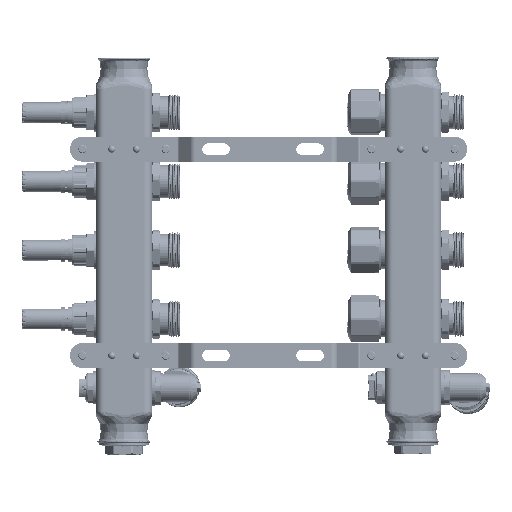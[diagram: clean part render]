
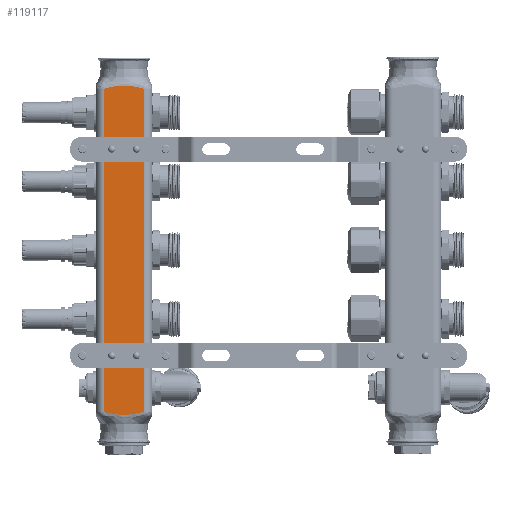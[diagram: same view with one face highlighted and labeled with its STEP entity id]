
A CAD part, front view. The second image highlights one B-rep face of the part: STEP entity #119117.
In plain terms, the highlighted face is planar.
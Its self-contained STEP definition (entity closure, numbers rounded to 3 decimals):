
#2709 = CARTESIAN_POINT ( 'NONE',  ( 19.5, 8.511, -257.742 ) ) ;
#3986 = B_SPLINE_CURVE_WITH_KNOTS ( 'NONE', 3,
 ( #4684, #69586, #23314, #87000, #13972, #88589, #14362, #105514, #78864, #59987, #69985, #97443, #41072, #42271, #23725, #14765, #13579, #50377, #68799, #106703, #78061, #88185, #32975, #69189, #51548, #115944, #60775, #114747, #59586, #79269 ),
 .UNSPECIFIED., .F., .F.,
 ( 4, 2, 2, 2, 2, 2, 2, 2, 2, 2, 2, 2, 2, 2, 4 ),
 ( 0., 0.002, 0.003, 0.004, 0.007, 0.009, 0.011, 0.015, 0.018, 0.02, 0.022, 0.026, 0.027, 0.028, 0.029 ),
 .UNSPECIFIED. ) ;
#4684 = CARTESIAN_POINT ( 'NONE',  ( 19.5, 14.5, -21.574 ) ) ;
#5338 = CARTESIAN_POINT ( 'NONE',  ( 19.5, 14.5, -139. ) ) ;
#5383 = EDGE_CURVE ( 'NONE', #111677, #75174, #56569, .T. ) ;
#7744 = B_SPLINE_CURVE_WITH_KNOTS ( 'NONE', 3,
 ( #22157, #39532, #76924, #31811, #21756, #68439, #85458, #30228, #2709, #48424, #103961, #113230, #58048, #67275, #12027, #76522, #86248, #21362, #31032, #30640, #95515, #95107, #12827, #39934, #49619, #40306, #104751, #113996, #58834, #31414 ),
 .UNSPECIFIED., .F., .F.,
 ( 4, 2, 2, 2, 2, 2, 2, 2, 2, 2, 2, 2, 2, 2, 4 ),
 ( 0., 0.002, 0.003, 0.004, 0.007, 0.009, 0.011, 0.015, 0.018, 0.02, 0.022, 0.026, 0.027, 0.028, 0.029 ),
 .UNSPECIFIED. ) ;
#9755 = AXIS2_PLACEMENT_3D ( 'NONE', #66992, #48937, #114495 ) ;
#12027 = CARTESIAN_POINT ( 'NONE',  ( 19.5, 1.232, -258.712 ) ) ;
#12536 = PLANE ( 'NONE',  #9755 ) ;
#12827 = CARTESIAN_POINT ( 'NONE',  ( 19.5, -9.706, -257.492 ) ) ;
#13455 = CARTESIAN_POINT ( 'NONE',  ( 19.5, -14.5, -21.574 ) ) ;
#13579 = CARTESIAN_POINT ( 'NONE',  ( 19.5, -2.442, -19.344 ) ) ;
#13972 = CARTESIAN_POINT ( 'NONE',  ( 19.5, 12.124, -20.957 ) ) ;
#14362 = CARTESIAN_POINT ( 'NONE',  ( 19.5, 11.219, -20.793 ) ) ;
#14765 = CARTESIAN_POINT ( 'NONE',  ( 19.5, -1.22, -19.287 ) ) ;
#21362 = CARTESIAN_POINT ( 'NONE',  ( 19.5, -4.27, -258.471 ) ) ;
#21756 = CARTESIAN_POINT ( 'NONE',  ( 19.5, 12.124, -257.043 ) ) ;
#22157 = CARTESIAN_POINT ( 'NONE',  ( 19.5, 14.5, -256.426 ) ) ;
#23314 = CARTESIAN_POINT ( 'NONE',  ( 19.5, 13.315, -21.252 ) ) ;
#23725 = CARTESIAN_POINT ( 'NONE',  ( 19.5, 1.232, -19.288 ) ) ;
#24313 = DIRECTION ( 'NONE',  ( 0., 0., 1. ) ) ;
#25511 = ORIENTED_EDGE ( 'NONE', *, *, #56836, .F. ) ;
#26107 = ORIENTED_EDGE ( 'NONE', *, *, #90454, .T. ) ;
#26701 = CARTESIAN_POINT ( 'NONE',  ( 19.5, 14.5, -256.426 ) ) ;
#30228 = CARTESIAN_POINT ( 'NONE',  ( 19.5, 9.712, -257.491 ) ) ;
#30640 = CARTESIAN_POINT ( 'NONE',  ( 19.5, -6.093, -258.204 ) ) ;
#31032 = CARTESIAN_POINT ( 'NONE',  ( 19.5, -4.878, -258.392 ) ) ;
#31414 = CARTESIAN_POINT ( 'NONE',  ( 19.5, -14.5, -256.426 ) ) ;
#31811 = CARTESIAN_POINT ( 'NONE',  ( 19.5, 12.423, -256.971 ) ) ;
#32051 = VECTOR ( 'NONE', #105776, 1000. ) ;
#32975 = CARTESIAN_POINT ( 'NONE',  ( 19.5, -9.706, -20.508 ) ) ;
#37354 = FACE_OUTER_BOUND ( 'NONE', #48238, .T. ) ;
#39532 = CARTESIAN_POINT ( 'NONE',  ( 19.5, 13.908, -256.588 ) ) ;
#39934 = CARTESIAN_POINT ( 'NONE',  ( 19.5, -11.215, -257.208 ) ) ;
#40306 = CARTESIAN_POINT ( 'NONE',  ( 19.5, -12.121, -257.043 ) ) ;
#41072 = CARTESIAN_POINT ( 'NONE',  ( 19.5, 4.287, -19.531 ) ) ;
#42271 = CARTESIAN_POINT ( 'NONE',  ( 19.5, 2.461, -19.345 ) ) ;
#43472 = EDGE_CURVE ( 'NONE', #111677, #62133, #7744, .T. ) ;
#45342 = LINE ( 'NONE', #106512, #108752 ) ;
#48238 = EDGE_LOOP ( 'NONE', ( #91341, #26107, #25511, #93196 ) ) ;
#48424 = CARTESIAN_POINT ( 'NONE',  ( 19.5, 6.705, -258.092 ) ) ;
#48937 = DIRECTION ( 'NONE',  ( -1., 0., 0. ) ) ;
#49619 = CARTESIAN_POINT ( 'NONE',  ( 19.5, -11.516, -257.152 ) ) ;
#50377 = CARTESIAN_POINT ( 'NONE',  ( 19.5, -4.27, -19.529 ) ) ;
#51548 = CARTESIAN_POINT ( 'NONE',  ( 19.5, -11.516, -20.848 ) ) ;
#56569 = LINE ( 'NONE', #5338, #32051 ) ;
#56836 = EDGE_CURVE ( 'NONE', #62133, #118318, #45342, .T. ) ;
#58048 = CARTESIAN_POINT ( 'NONE',  ( 19.5, 4.287, -258.469 ) ) ;
#58834 = CARTESIAN_POINT ( 'NONE',  ( 19.5, -13.907, -256.589 ) ) ;
#59586 = CARTESIAN_POINT ( 'NONE',  ( 19.5, -13.907, -21.411 ) ) ;
#59987 = CARTESIAN_POINT ( 'NONE',  ( 19.5, 6.705, -19.908 ) ) ;
#60775 = CARTESIAN_POINT ( 'NONE',  ( 19.5, -12.419, -21.028 ) ) ;
#62133 = VERTEX_POINT ( 'NONE', #67429 ) ;
#66992 = CARTESIAN_POINT ( 'NONE',  ( 19.5, 14.5, -139. ) ) ;
#67275 = CARTESIAN_POINT ( 'NONE',  ( 19.5, 2.461, -258.655 ) ) ;
#67429 = CARTESIAN_POINT ( 'NONE',  ( 19.5, -14.5, -256.426 ) ) ;
#68439 = CARTESIAN_POINT ( 'NONE',  ( 19.5, 11.521, -257.151 ) ) ;
#68799 = CARTESIAN_POINT ( 'NONE',  ( 19.5, -4.878, -19.608 ) ) ;
#69189 = CARTESIAN_POINT ( 'NONE',  ( 19.5, -11.215, -20.792 ) ) ;
#69586 = CARTESIAN_POINT ( 'NONE',  ( 19.5, 13.908, -21.412 ) ) ;
#69985 = CARTESIAN_POINT ( 'NONE',  ( 19.5, 6.103, -19.798 ) ) ;
#75174 = VERTEX_POINT ( 'NONE', #111633 ) ;
#76522 = CARTESIAN_POINT ( 'NONE',  ( 19.5, -1.22, -258.713 ) ) ;
#76924 = CARTESIAN_POINT ( 'NONE',  ( 19.5, 13.315, -256.748 ) ) ;
#78061 = CARTESIAN_POINT ( 'NONE',  ( 19.5, -6.697, -19.907 ) ) ;
#78864 = CARTESIAN_POINT ( 'NONE',  ( 19.5, 8.511, -20.258 ) ) ;
#79269 = CARTESIAN_POINT ( 'NONE',  ( 19.5, -14.5, -21.574 ) ) ;
#85458 = CARTESIAN_POINT ( 'NONE',  ( 19.5, 11.219, -257.207 ) ) ;
#86248 = CARTESIAN_POINT ( 'NONE',  ( 19.5, -2.442, -258.656 ) ) ;
#87000 = CARTESIAN_POINT ( 'NONE',  ( 19.5, 12.423, -21.029 ) ) ;
#88185 = CARTESIAN_POINT ( 'NONE',  ( 19.5, -8.505, -20.256 ) ) ;
#88589 = CARTESIAN_POINT ( 'NONE',  ( 19.5, 11.521, -20.849 ) ) ;
#90454 = EDGE_CURVE ( 'NONE', #75174, #118318, #3986, .T. ) ;
#91341 = ORIENTED_EDGE ( 'NONE', *, *, #5383, .T. ) ;
#93196 = ORIENTED_EDGE ( 'NONE', *, *, #43472, .F. ) ;
#95107 = CARTESIAN_POINT ( 'NONE',  ( 19.5, -8.505, -257.744 ) ) ;
#95515 = CARTESIAN_POINT ( 'NONE',  ( 19.5, -6.697, -258.093 ) ) ;
#97443 = CARTESIAN_POINT ( 'NONE',  ( 19.5, 4.893, -19.61 ) ) ;
#103961 = CARTESIAN_POINT ( 'NONE',  ( 19.5, 6.103, -258.202 ) ) ;
#104751 = CARTESIAN_POINT ( 'NONE',  ( 19.5, -12.419, -256.972 ) ) ;
#105514 = CARTESIAN_POINT ( 'NONE',  ( 19.5, 9.712, -20.509 ) ) ;
#105776 = DIRECTION ( 'NONE',  ( 0., 0., 1. ) ) ;
#106512 = CARTESIAN_POINT ( 'NONE',  ( 19.5, -14.5, -139. ) ) ;
#106703 = CARTESIAN_POINT ( 'NONE',  ( 19.5, -6.093, -19.796 ) ) ;
#108752 = VECTOR ( 'NONE', #24313, 1000. ) ;
#111633 = CARTESIAN_POINT ( 'NONE',  ( 19.5, 14.5, -21.574 ) ) ;
#111677 = VERTEX_POINT ( 'NONE', #26701 ) ;
#113230 = CARTESIAN_POINT ( 'NONE',  ( 19.5, 4.893, -258.39 ) ) ;
#113996 = CARTESIAN_POINT ( 'NONE',  ( 19.5, -13.313, -256.748 ) ) ;
#114495 = DIRECTION ( 'NONE',  ( 0., -1., 0. ) ) ;
#114747 = CARTESIAN_POINT ( 'NONE',  ( 19.5, -13.313, -21.252 ) ) ;
#115944 = CARTESIAN_POINT ( 'NONE',  ( 19.5, -12.121, -20.957 ) ) ;
#118318 = VERTEX_POINT ( 'NONE', #13455 ) ;
#119117 = ADVANCED_FACE ( 'NONE', ( #37354 ), #12536, .F. ) ;
